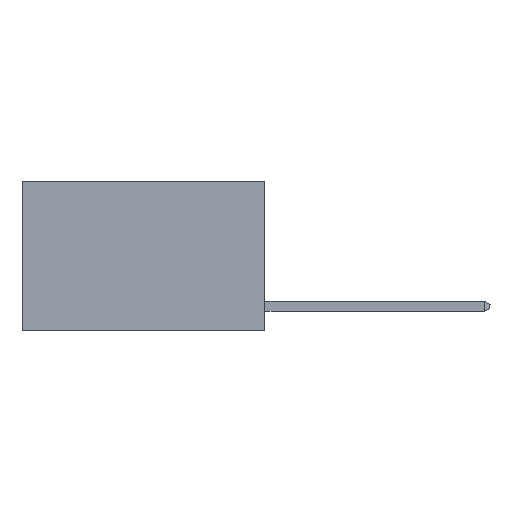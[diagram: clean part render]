
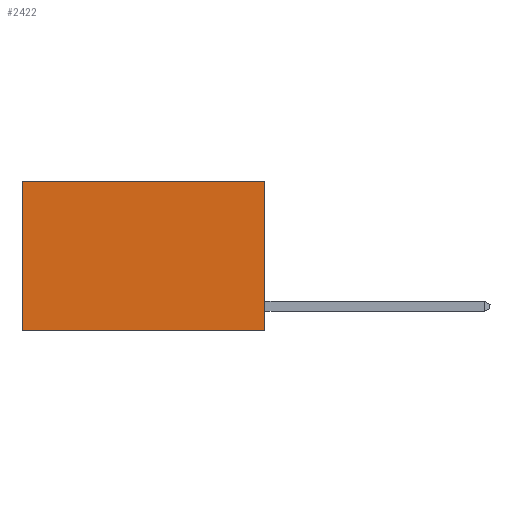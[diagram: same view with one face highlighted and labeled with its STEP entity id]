
A CAD part, left-side view. The second image highlights one B-rep face of the part: STEP entity #2422.
In plain terms, the highlighted planar face has unit normal (-1, 0, 0).
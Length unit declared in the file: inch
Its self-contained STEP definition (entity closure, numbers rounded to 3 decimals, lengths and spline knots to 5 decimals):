
#1773 = VERTEX_POINT ( 'NONE', #18555 ) ;
#2268 = VECTOR ( 'NONE', #8820, 39.37008 ) ;
#2422 = ADVANCED_FACE ( 'NONE', ( #9212 ), #6815, .F. ) ;
#2557 = CARTESIAN_POINT ( 'NONE',  ( 0.2625, 0., 0. ) ) ;
#2626 = DIRECTION ( 'NONE',  ( 0., 0., -1. ) ) ;
#2766 = ORIENTED_EDGE ( 'NONE', *, *, #8420, .T. ) ;
#3094 = VERTEX_POINT ( 'NONE', #14403 ) ;
#3340 = ORIENTED_EDGE ( 'NONE', *, *, #4845, .F. ) ;
#3594 = DIRECTION ( 'NONE',  ( 0., 0., -1. ) ) ;
#3915 = ORIENTED_EDGE ( 'NONE', *, *, #4474, .T. ) ;
#4474 = EDGE_CURVE ( 'NONE', #5112, #1773, #7661, .T. ) ;
#4771 = CARTESIAN_POINT ( 'NONE',  ( 0.2625, 0., -0.37 ) ) ;
#4845 = EDGE_CURVE ( 'NONE', #5112, #3094, #5139, .T. ) ;
#4956 = CARTESIAN_POINT ( 'NONE',  ( 0.2625, 0.6, -0.37 ) ) ;
#5031 = EDGE_LOOP ( 'NONE', ( #2766, #7555, #3340, #3915 ) ) ;
#5060 = LINE ( 'NONE', #4771, #9171 ) ;
#5112 = VERTEX_POINT ( 'NONE', #17692 ) ;
#5139 = LINE ( 'NONE', #2557, #22674 ) ;
#6245 = DIRECTION ( 'NONE',  ( 1., 0., 0. ) ) ;
#6641 = VERTEX_POINT ( 'NONE', #4956 ) ;
#6815 = PLANE ( 'NONE',  #22264 ) ;
#7555 = ORIENTED_EDGE ( 'NONE', *, *, #15811, .F. ) ;
#7661 = LINE ( 'NONE', #12342, #2268 ) ;
#7702 = VECTOR ( 'NONE', #2626, 39.37008 ) ;
#8420 = EDGE_CURVE ( 'NONE', #1773, #6641, #12881, .T. ) ;
#8820 = DIRECTION ( 'NONE',  ( 0., 1., 0. ) ) ;
#9171 = VECTOR ( 'NONE', #15417, 39.37008 ) ;
#9212 = FACE_OUTER_BOUND ( 'NONE', #5031, .T. ) ;
#12342 = CARTESIAN_POINT ( 'NONE',  ( 0.2625, 0., 0. ) ) ;
#12881 = LINE ( 'NONE', #18633, #7702 ) ;
#14403 = CARTESIAN_POINT ( 'NONE',  ( 0.2625, 0., -0.37 ) ) ;
#15052 = DIRECTION ( 'NONE',  ( 0., 0., -1. ) ) ;
#15417 = DIRECTION ( 'NONE',  ( 0., 1., 0. ) ) ;
#15811 = EDGE_CURVE ( 'NONE', #3094, #6641, #5060, .T. ) ;
#17692 = CARTESIAN_POINT ( 'NONE',  ( 0.2625, 0., 0. ) ) ;
#18555 = CARTESIAN_POINT ( 'NONE',  ( 0.2625, 0.6, 0. ) ) ;
#18633 = CARTESIAN_POINT ( 'NONE',  ( 0.2625, 0.6, 0. ) ) ;
#20161 = CARTESIAN_POINT ( 'NONE',  ( 0.2625, 0., 0. ) ) ;
#22264 = AXIS2_PLACEMENT_3D ( 'NONE', #20161, #6245, #3594 ) ;
#22674 = VECTOR ( 'NONE', #15052, 39.37008 ) ;
